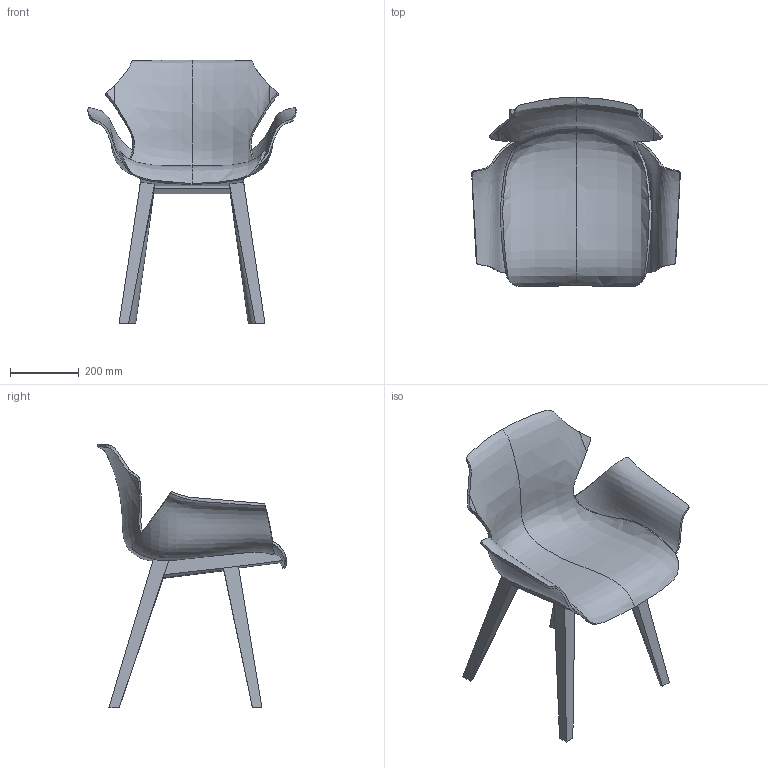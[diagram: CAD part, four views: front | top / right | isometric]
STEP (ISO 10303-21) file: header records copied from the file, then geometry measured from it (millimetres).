
FILE_DESCRIPTION(/* description */ (''),/* implementation_level */ '2;1');
FILE_NAME(/* name */ 'Petal_CB-290_3D',/* time_stamp */ '2023-10-06T12:24:31+02:00',/* author */ (''),/* organization */ (''),/* preprocessor_version */ 'ST-DEVELOPER v16.5',/* originating_system */ 'Rhino 7.31',/* authorisation */ '');
FILE_SCHEMA (('AUTOMOTIVE_DESIGN'));
Length unit declared in the file: centimetre
Products named in the file (2): Document; Petal_CB-290
Assembly tree (1 placements, depth 2):
  Document
    Petal_CB-290
Bounding box: 607.7 x 551.6 x 768.24 mm (x, y, z)
Volume: 5339079.4 mm3; surface area: 1508805 mm2
Topology: 6 solids, 7 shells, 121 faces, 278 edges, 170 vertices
Faces by surface type: plane 64, bspline 32, cylinder 25
Entity records: 95961 total; most frequent: CARTESIAN_POINT 93950, ORIENTED_EDGE 524, EDGE_CURVE 274, B_SPLINE_CURVE_WITH_KNOTS 242, VERTEX_POINT 170, EDGE_LOOP 129, ADVANCED_FACE 121, FACE_OUTER_BOUND 121
